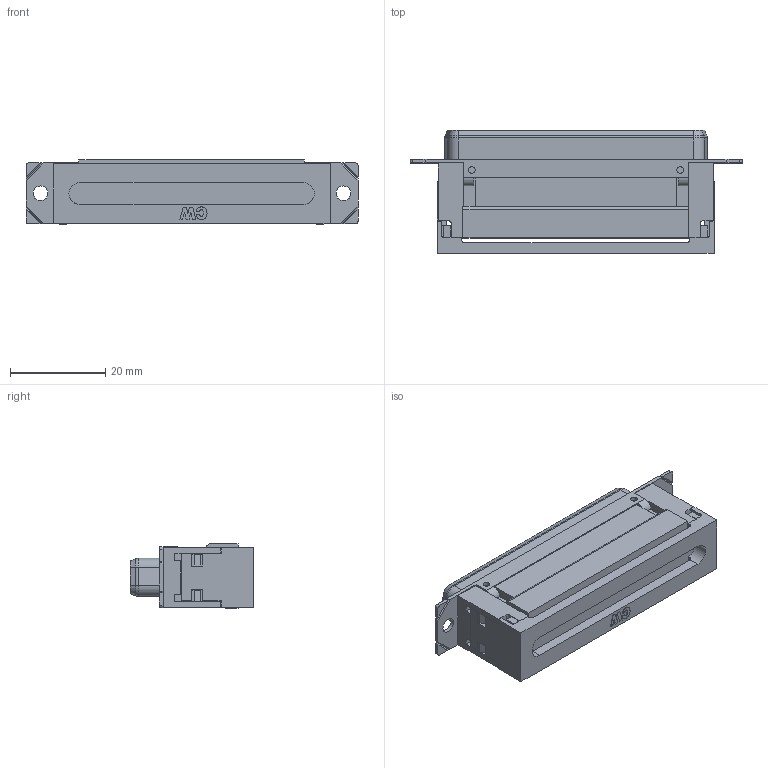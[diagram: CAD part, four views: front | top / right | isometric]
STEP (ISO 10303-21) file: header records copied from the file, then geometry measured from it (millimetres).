
FILE_DESCRIPTION(/* description */ (''),/* implementation_level */ '2;1');
FILE_NAME(/* name */ 'CWR-283-37 3D Model.stp',/* time_stamp */ '2023-12-04T15:24:20-05:00',/* author */ ('dwiltbank'),/* organization */ (''),/* preprocessor_version */ 'ST-DEVELOPER v19.2',/* originating_system */ 'Autodesk Inventor 2024',/* authorisation */ '');
FILE_SCHEMA (('AUTOMOTIVE_DESIGN { 1 0 10303 214 3 1 1 }'));
Products named in the file (1): CWR-283-37-0000_Simplify_1
Bounding box: 69.6 x 25.87 x 13.44 mm (x, y, z)
Volume: 12848.5 mm3; surface area: 16904.8 mm2
Topology: 1 solids, 1 shells, 3446 faces, 10477 edges, 6726 vertices
Faces by surface type: plane 2663, cylinder 654, cone 117, bspline 12
Full cylindrical faces by diameter (mm): 1.397 x4, 3.099 x2
Entity records: 122185 total; most frequent: CARTESIAN_POINT 24242, ORIENTED_EDGE 20954, DIRECTION 18455, EDGE_CURVE 10477, LINE 8431, VECTOR 8431, VERTEX_POINT 6726, AXIS2_PLACEMENT_3D 5012
